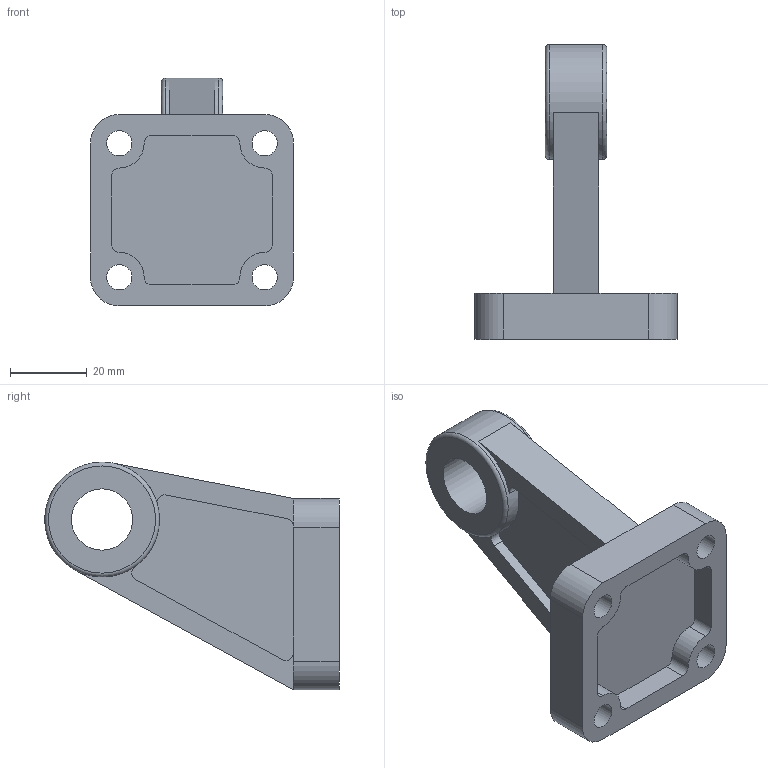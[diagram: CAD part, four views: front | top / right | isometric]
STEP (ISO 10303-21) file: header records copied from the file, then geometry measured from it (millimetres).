
FILE_DESCRIPTION(/* description */ ('STEP AP214'),/* implementation_level */ '2;1');
FILE_NAME(/* name */ '33846_LBZS-63',/* time_stamp */ '2024-08-29T20:15:20+02:00',/* author */ ('License CC BY-ND 4.0'),/* organization */ ('CADENAS'),/* preprocessor_version */ 'ST-DEVELOPER v19.3',/* originating_system */ 'PARTsolutions',/* authorisation */ ' ');
FILE_SCHEMA (('AUTOMOTIVE_DESIGN {1 0 10303 214 3 1 1}'));
Length unit declared in the file: millimetre
Products named in the file (1): 33846 LBZS-63
Bounding box: 53 x 77 x 59.5 mm (x, y, z)
Volume: 42682.4 mm3; surface area: 16800.8 mm2
Topology: 1 solids, 1 shells, 66 faces, 175 edges, 116 vertices
Faces by surface type: cylinder 34, plane 30, torus 2
Full cylindrical faces by diameter (mm): 6.6 x4, 11 x4, 16 x1, 30 x1
Entity records: 2010 total; most frequent: DIRECTION 366, CARTESIAN_POINT 333, ORIENTED_EDGE 312, EDGE_CURVE 156, AXIS2_PLACEMENT_3D 143, VERTEX_POINT 110, EDGE_LOOP 94, FACE_BOUND 94
